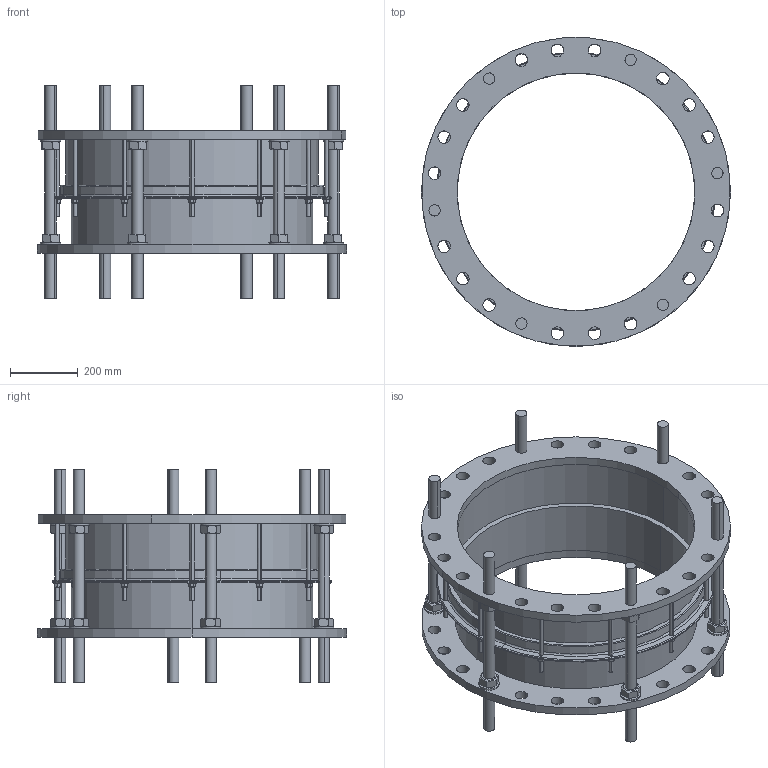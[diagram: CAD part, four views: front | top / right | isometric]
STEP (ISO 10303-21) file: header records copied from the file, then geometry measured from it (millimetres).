
FILE_DESCRIPTION (( 'STEP AP203' ), '1' );
FILE_NAME ('O_265_30_DN700_step.STEP', '2015-06-05T03:39:06', ( '' ), ( '' ), 'SwSTEP 2.0', 'SolidWorks 2012', '' );
FILE_SCHEMA (( 'CONFIG_CONTROL_DESIGN' ));
Length unit declared in the file: millimetre
Products named in the file (1): O_265_30_DN700_step
Bounding box: 910 x 910 x 625 mm (x, y, z)
Volume: 23095187.6 mm3; surface area: 3452849.9 mm2
Topology: 1 solids, 1 shells, 562 faces, 1442 edges, 942 vertices
Faces by surface type: cylinder 227, plane 224, cone 100, torus 11
Entity records: 21538 total; most frequent: CARTESIAN_POINT 7803, ORIENTED_EDGE 2884, DIRECTION 2729, EDGE_CURVE 1442, AXIS2_PLACEMENT_3D 1126, VERTEX_POINT 942, EDGE_LOOP 744, CIRCLE 563
